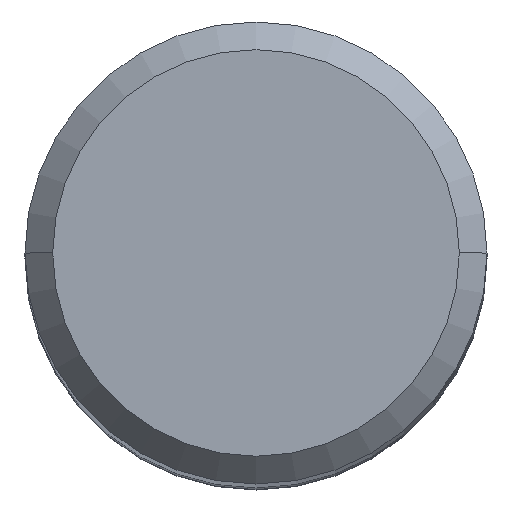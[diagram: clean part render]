
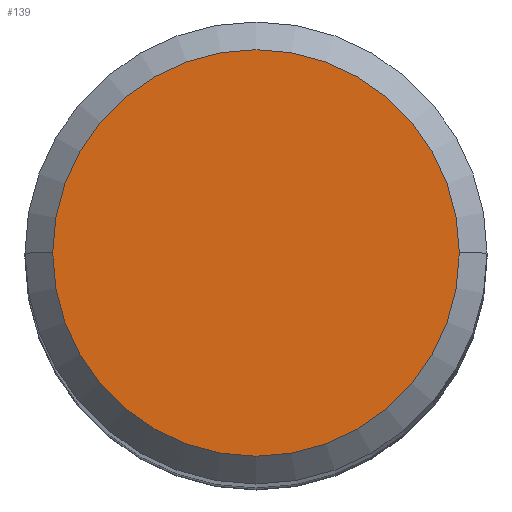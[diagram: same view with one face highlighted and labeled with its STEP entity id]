
A CAD part, top view. The second image highlights one B-rep face of the part: STEP entity #139.
In plain terms, the highlighted planar face has unit normal (0, 0, 1).
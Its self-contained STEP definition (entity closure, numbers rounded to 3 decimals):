
#30=PLANE('',#998);
#139=ADVANCED_FACE('',(#196),#30,.F.);
#196=FACE_OUTER_BOUND('',#244,.T.);
#244=EDGE_LOOP('',(#413,#414,#415,#416));
#413=ORIENTED_EDGE('',*,*,#611,.F.);
#414=ORIENTED_EDGE('',*,*,#610,.F.);
#415=ORIENTED_EDGE('',*,*,#612,.F.);
#416=ORIENTED_EDGE('',*,*,#613,.F.);
#513=VERTEX_POINT('',#2163);
#514=VERTEX_POINT('',#2165);
#515=VERTEX_POINT('',#2167);
#516=VERTEX_POINT('',#2171);
#610=EDGE_CURVE('',#514,#515,#737,.T.);
#611=EDGE_CURVE('',#515,#513,#738,.T.);
#612=EDGE_CURVE('',#516,#514,#739,.T.);
#613=EDGE_CURVE('',#513,#516,#740,.T.);
#737=CIRCLE('',#993,8.8);
#738=CIRCLE('',#994,8.8);
#739=CIRCLE('',#996,8.8);
#740=CIRCLE('',#997,8.8);
#993=AXIS2_PLACEMENT_3D('',#2166,#1221,#1222);
#994=AXIS2_PLACEMENT_3D('',#2168,#1223,#1224);
#996=AXIS2_PLACEMENT_3D('',#2170,#1227,#1228);
#997=AXIS2_PLACEMENT_3D('',#2172,#1229,#1230);
#998=AXIS2_PLACEMENT_3D('',#2173,#1231,#1232);
#1221=DIRECTION('',(0.,0.,-1.));
#1222=DIRECTION('',(-1.,0.,0.));
#1223=DIRECTION('',(0.,0.,-1.));
#1224=DIRECTION('',(0.,1.,0.));
#1227=DIRECTION('',(0.,0.,-1.));
#1228=DIRECTION('',(0.,-1.,0.));
#1229=DIRECTION('',(0.,0.,-1.));
#1230=DIRECTION('',(1.,0.,0.));
#1231=DIRECTION('',(0.,0.,-1.));
#1232=DIRECTION('',(-1.,0.,0.));
#2163=CARTESIAN_POINT('',(8.8,0.,0.));
#2165=CARTESIAN_POINT('',(-8.8,0.,0.));
#2166=CARTESIAN_POINT('',(0.,0.,0.));
#2167=CARTESIAN_POINT('',(0.,8.8,0.));
#2168=CARTESIAN_POINT('',(0.,0.,0.));
#2170=CARTESIAN_POINT('',(0.,0.,0.));
#2171=CARTESIAN_POINT('',(0.,-8.8,0.));
#2172=CARTESIAN_POINT('',(0.,0.,0.));
#2173=CARTESIAN_POINT('',(0.,0.,0.));
